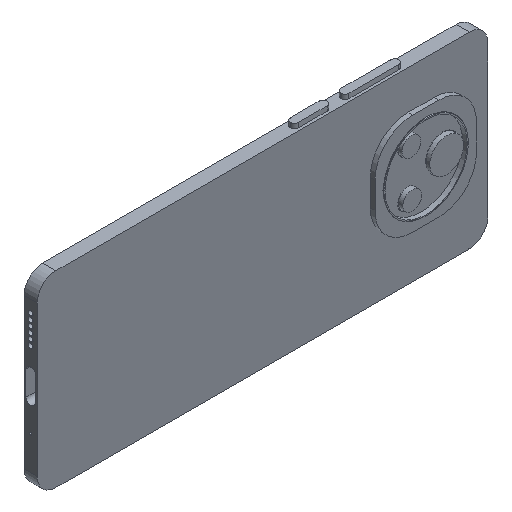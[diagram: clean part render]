
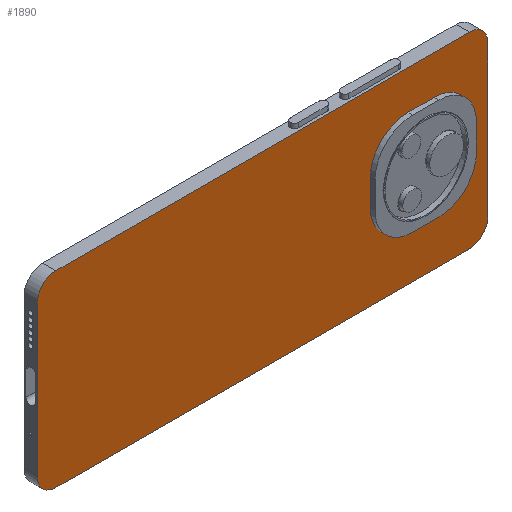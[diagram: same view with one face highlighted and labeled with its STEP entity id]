
A CAD part, isometric view. The second image highlights one B-rep face of the part: STEP entity #1890.
In plain terms, the highlighted planar face has unit normal (0, -1, 0).
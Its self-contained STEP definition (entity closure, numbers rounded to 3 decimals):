
#78 = VERTEX_POINT ( 'NONE', #1069 ) ;
#100 = DIRECTION ( 'NONE',  ( 0., 0., 1. ) ) ;
#117 = LINE ( 'NONE', #1441, #2280 ) ;
#198 = AXIS2_PLACEMENT_3D ( 'NONE', #340, #1406, #100 ) ;
#247 = CARTESIAN_POINT ( 'NONE',  ( -110., 0., 40. ) ) ;
#257 = DIRECTION ( 'NONE',  ( 0., 0., 1. ) ) ;
#306 = VECTOR ( 'NONE', #2888, 1000. ) ;
#340 = CARTESIAN_POINT ( 'NONE',  ( -110., 0., -40. ) ) ;
#347 = ORIENTED_EDGE ( 'NONE', *, *, #3368, .F. ) ;
#388 = VERTEX_POINT ( 'NONE', #2715 ) ;
#398 = EDGE_CURVE ( 'NONE', #2146, #1954, #745, .T. ) ;
#483 = DIRECTION ( 'NONE',  ( 0., 0., 1. ) ) ;
#673 = ORIENTED_EDGE ( 'NONE', *, *, #2580, .F. ) ;
#745 = CIRCLE ( 'NONE', #198, 10. ) ;
#748 = AXIS2_PLACEMENT_3D ( 'NONE', #1405, #1625, #2985 ) ;
#760 = ORIENTED_EDGE ( 'NONE', *, *, #2750, .F. ) ;
#780 = PLANE ( 'NONE',  #2885 ) ;
#803 = ORIENTED_EDGE ( 'NONE', *, *, #2389, .F. ) ;
#808 = ORIENTED_EDGE ( 'NONE', *, *, #3346, .F. ) ;
#813 = CARTESIAN_POINT ( 'NONE',  ( -120., 0., -40. ) ) ;
#915 = CARTESIAN_POINT ( 'NONE',  ( -110., 0., 50. ) ) ;
#953 = CARTESIAN_POINT ( 'NONE',  ( 110., 0., -50. ) ) ;
#1030 = VERTEX_POINT ( 'NONE', #915 ) ;
#1049 = DIRECTION ( 'NONE',  ( 0., 1., 0. ) ) ;
#1069 = CARTESIAN_POINT ( 'NONE',  ( 110., 0., 50. ) ) ;
#1200 = AXIS2_PLACEMENT_3D ( 'NONE', #1331, #1049, #257 ) ;
#1235 = AXIS2_PLACEMENT_3D ( 'NONE', #2282, #2061, #1506 ) ;
#1264 = EDGE_CURVE ( 'NONE', #1716, #1030, #2994, .T. ) ;
#1331 = CARTESIAN_POINT ( 'NONE',  ( 110., 0., 40. ) ) ;
#1405 = CARTESIAN_POINT ( 'NONE',  ( 110., 0., -40. ) ) ;
#1406 = DIRECTION ( 'NONE',  ( 0., 1., 0. ) ) ;
#1441 = CARTESIAN_POINT ( 'NONE',  ( -110., 0., 50. ) ) ;
#1506 = DIRECTION ( 'NONE',  ( 0., 0., 1. ) ) ;
#1596 = CARTESIAN_POINT ( 'NONE',  ( -120., 0., -40. ) ) ;
#1600 = FACE_OUTER_BOUND ( 'NONE', #2769, .T. ) ;
#1625 = DIRECTION ( 'NONE',  ( 0., 1., 0. ) ) ;
#1704 = ORIENTED_EDGE ( 'NONE', *, *, #2378, .F. ) ;
#1716 = VERTEX_POINT ( 'NONE', #3372 ) ;
#1766 = CARTESIAN_POINT ( 'NONE',  ( 120., 0., -40. ) ) ;
#1776 = DIRECTION ( 'NONE',  ( 1., 0., 0. ) ) ;
#1860 = CARTESIAN_POINT ( 'NONE',  ( -110., 0., -50. ) ) ;
#1890 = ADVANCED_FACE ( 'NONE', ( #1600 ), #780, .F. ) ;
#1923 = LINE ( 'NONE', #3037, #3268 ) ;
#1954 = VERTEX_POINT ( 'NONE', #813 ) ;
#1955 = VECTOR ( 'NONE', #2900, 1000. ) ;
#1989 = ORIENTED_EDGE ( 'NONE', *, *, #1264, .F. ) ;
#2061 = DIRECTION ( 'NONE',  ( 0., 1., 0. ) ) ;
#2083 = ORIENTED_EDGE ( 'NONE', *, *, #398, .F. ) ;
#2135 = VERTEX_POINT ( 'NONE', #1766 ) ;
#2146 = VERTEX_POINT ( 'NONE', #3329 ) ;
#2280 = VECTOR ( 'NONE', #1776, 1000. ) ;
#2282 = CARTESIAN_POINT ( 'NONE',  ( -110., 0., 40. ) ) ;
#2378 = EDGE_CURVE ( 'NONE', #1954, #1716, #3396, .T. ) ;
#2389 = EDGE_CURVE ( 'NONE', #78, #388, #3227, .T. ) ;
#2580 = EDGE_CURVE ( 'NONE', #2135, #2699, #2798, .T. ) ;
#2695 = LINE ( 'NONE', #1860, #1955 ) ;
#2699 = VERTEX_POINT ( 'NONE', #953 ) ;
#2715 = CARTESIAN_POINT ( 'NONE',  ( 120., 0., 40. ) ) ;
#2750 = EDGE_CURVE ( 'NONE', #1030, #78, #117, .T. ) ;
#2769 = EDGE_LOOP ( 'NONE', ( #1989, #1704, #2083, #808, #673, #347, #803, #760 ) ) ;
#2798 = CIRCLE ( 'NONE', #748, 10. ) ;
#2885 = AXIS2_PLACEMENT_3D ( 'NONE', #247, #3182, #483 ) ;
#2888 = DIRECTION ( 'NONE',  ( 0., 0., 1. ) ) ;
#2900 = DIRECTION ( 'NONE',  ( -1., 0., 0. ) ) ;
#2985 = DIRECTION ( 'NONE',  ( 0., 0., 1. ) ) ;
#2994 = CIRCLE ( 'NONE', #1235, 10. ) ;
#3021 = DIRECTION ( 'NONE',  ( 0., 0., -1. ) ) ;
#3037 = CARTESIAN_POINT ( 'NONE',  ( 120., 0., -40. ) ) ;
#3182 = DIRECTION ( 'NONE',  ( 0., 1., 0. ) ) ;
#3227 = CIRCLE ( 'NONE', #1200, 10. ) ;
#3268 = VECTOR ( 'NONE', #3021, 1000. ) ;
#3329 = CARTESIAN_POINT ( 'NONE',  ( -110., 0., -50. ) ) ;
#3346 = EDGE_CURVE ( 'NONE', #2699, #2146, #2695, .T. ) ;
#3368 = EDGE_CURVE ( 'NONE', #388, #2135, #1923, .T. ) ;
#3372 = CARTESIAN_POINT ( 'NONE',  ( -120., 0., 40. ) ) ;
#3396 = LINE ( 'NONE', #1596, #306 ) ;
